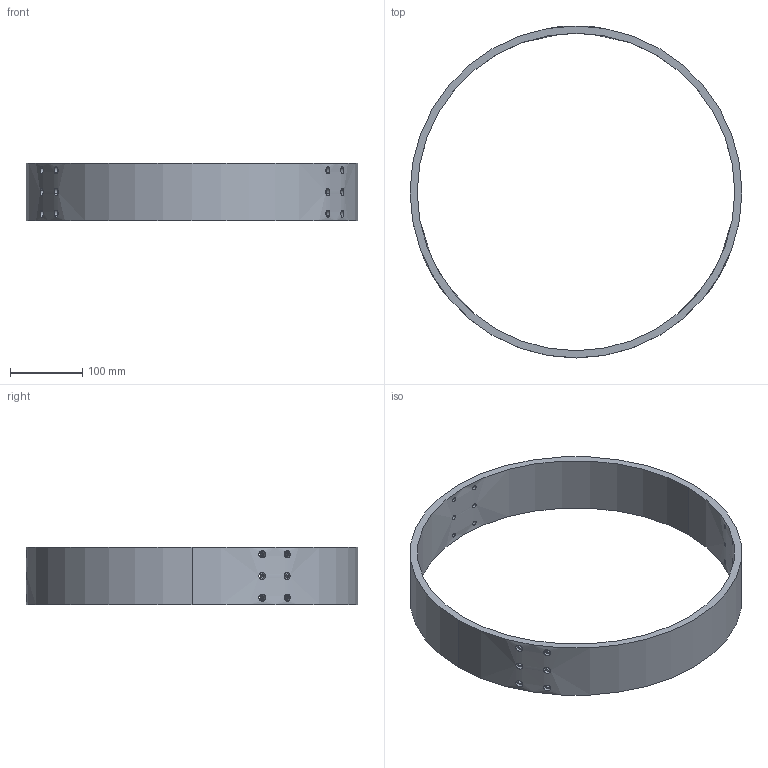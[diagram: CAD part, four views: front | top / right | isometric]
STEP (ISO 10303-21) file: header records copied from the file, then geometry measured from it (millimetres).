
FILE_DESCRIPTION(('CoCreate Modeling STEP Export'),'2;1');
FILE_NAME('m68.stp','2011-05-24T12:45:37',(''),(''),'CoCreate Modeling STEP processor for AP214 (Solid Model)','CoCreate Modeling 18.0P1120 20-Nov-2010 (C) Parametric Technology GmbH','');
FILE_SCHEMA(('AUTOMOTIVE_DESIGN { 1 0 10303 214 1 1 1 1 }'));
Length unit declared in the file: millimetre
Products named in the file (1): BODY_2____SOL2107_-_WSP__1VOLAN.PRT
Bounding box: 460 x 460 x 80 mm (x, y, z)
Volume: 1121260.6 mm3; surface area: 257998.7 mm2
Topology: 1 solids, 1 shells, 96 faces, 234 edges, 158 vertices
Faces by surface type: cylinder 76, plane 20
Entity records: 3332 total; most frequent: CARTESIAN_POINT 1199, ORIENTED_EDGE 468, DIRECTION 350, EDGE_CURVE 234, VERTEX_POINT 158, EDGE_LOOP 152, AXIS2_PLACEMENT_3D 137, FACE_OUTER_BOUND 96
